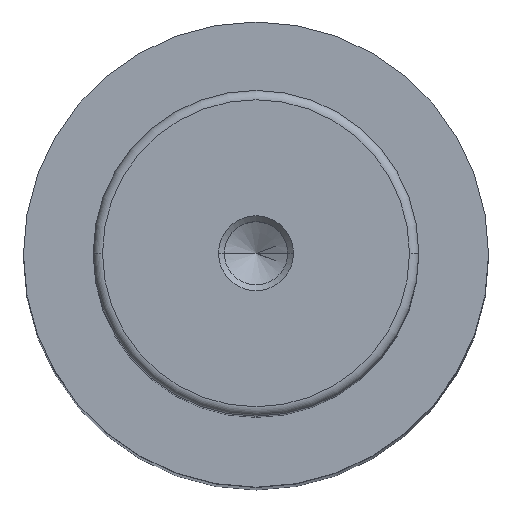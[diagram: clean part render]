
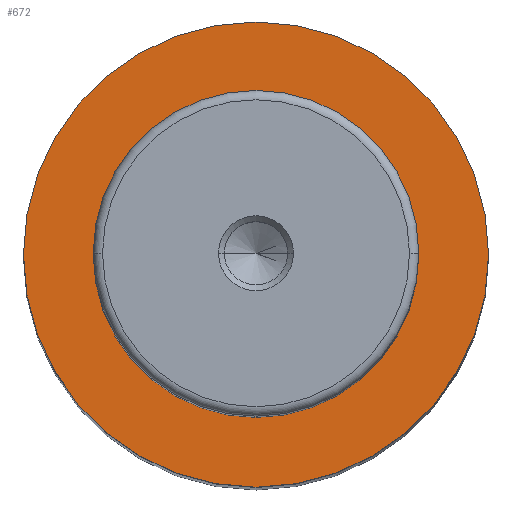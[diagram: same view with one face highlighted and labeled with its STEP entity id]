
A CAD part, top view. The second image highlights one B-rep face of the part: STEP entity #672.
In plain terms, the highlighted planar face has unit normal (0, 0, 1).
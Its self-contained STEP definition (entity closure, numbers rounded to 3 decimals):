
#18 = DIRECTION ( 'NONE',  ( 0., 0., -1. ) ) ;
#28 = EDGE_CURVE ( 'NONE', #1053, #355, #787, .T. ) ;
#79 = ORIENTED_EDGE ( 'NONE', *, *, #28, .T. ) ;
#130 = DIRECTION ( 'NONE',  ( 0., 0., -1. ) ) ;
#199 = EDGE_LOOP ( 'NONE', ( #1139, #601 ) ) ;
#205 = CARTESIAN_POINT ( 'NONE',  ( -17.5, 0., 172. ) ) ;
#256 = VERTEX_POINT ( 'NONE', #613 ) ;
#314 = CARTESIAN_POINT ( 'NONE',  ( 0., 0., 172. ) ) ;
#355 = VERTEX_POINT ( 'NONE', #918 ) ;
#479 = CARTESIAN_POINT ( 'NONE',  ( 0., 0., 172. ) ) ;
#513 = DIRECTION ( 'NONE',  ( 0., 0., 1. ) ) ;
#528 = PLANE ( 'NONE',  #1209 ) ;
#556 = EDGE_LOOP ( 'NONE', ( #79, #897 ) ) ;
#567 = DIRECTION ( 'NONE',  ( 0., 0., -1. ) ) ;
#573 = CIRCLE ( 'NONE', #593, 25. ) ;
#593 = AXIS2_PLACEMENT_3D ( 'NONE', #314, #972, #888 ) ;
#595 = FACE_BOUND ( 'NONE', #556, .T. ) ;
#601 = ORIENTED_EDGE ( 'NONE', *, *, #980, .F. ) ;
#613 = CARTESIAN_POINT ( 'NONE',  ( -25., 0., 172. ) ) ;
#625 = DIRECTION ( 'NONE',  ( -1., 0., 0. ) ) ;
#672 = ADVANCED_FACE ( 'NONE', ( #595, #832 ), #528, .T. ) ;
#762 = DIRECTION ( 'NONE',  ( -1., 0., 0. ) ) ;
#787 = CIRCLE ( 'NONE', #803, 17.5 ) ;
#795 = DIRECTION ( 'NONE',  ( -1., 0., 0. ) ) ;
#803 = AXIS2_PLACEMENT_3D ( 'NONE', #905, #130, #625 ) ;
#823 = DIRECTION ( 'NONE',  ( 1., 0., 0. ) ) ;
#832 = FACE_OUTER_BOUND ( 'NONE', #199, .T. ) ;
#843 = AXIS2_PLACEMENT_3D ( 'NONE', #941, #567, #762 ) ;
#870 = CARTESIAN_POINT ( 'NONE',  ( 25., 0., 172. ) ) ;
#888 = DIRECTION ( 'NONE',  ( -1., 0., 0. ) ) ;
#897 = ORIENTED_EDGE ( 'NONE', *, *, #1023, .T. ) ;
#901 = AXIS2_PLACEMENT_3D ( 'NONE', #479, #18, #795 ) ;
#905 = CARTESIAN_POINT ( 'NONE',  ( 0., 0., 172. ) ) ;
#918 = CARTESIAN_POINT ( 'NONE',  ( 17.5, 0., 172. ) ) ;
#922 = CIRCLE ( 'NONE', #843, 17.5 ) ;
#941 = CARTESIAN_POINT ( 'NONE',  ( 0., 0., 172. ) ) ;
#972 = DIRECTION ( 'NONE',  ( 0., 0., -1. ) ) ;
#980 = EDGE_CURVE ( 'NONE', #1187, #256, #573, .T. ) ;
#1023 = EDGE_CURVE ( 'NONE', #355, #1053, #922, .T. ) ;
#1053 = VERTEX_POINT ( 'NONE', #205 ) ;
#1084 = CARTESIAN_POINT ( 'NONE',  ( -17.5, 0., 172. ) ) ;
#1124 = CIRCLE ( 'NONE', #901, 25. ) ;
#1139 = ORIENTED_EDGE ( 'NONE', *, *, #1199, .F. ) ;
#1187 = VERTEX_POINT ( 'NONE', #870 ) ;
#1199 = EDGE_CURVE ( 'NONE', #256, #1187, #1124, .T. ) ;
#1209 = AXIS2_PLACEMENT_3D ( 'NONE', #1084, #513, #823 ) ;
